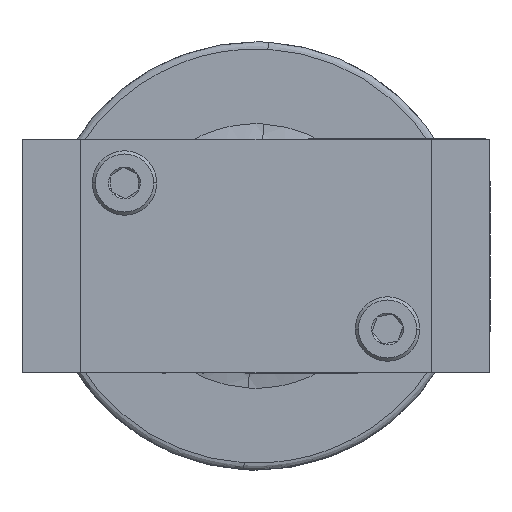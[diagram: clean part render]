
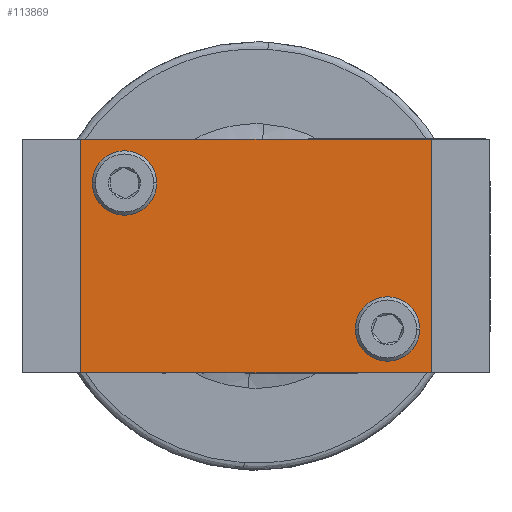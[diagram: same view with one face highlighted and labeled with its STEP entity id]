
A CAD part, left-side view. The second image highlights one B-rep face of the part: STEP entity #113869.
In plain terms, the highlighted planar face has unit normal (-1, 0, 0).
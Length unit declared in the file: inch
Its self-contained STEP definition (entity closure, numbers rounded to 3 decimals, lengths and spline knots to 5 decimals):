
#7 = EDGE_LOOP ( 'NONE', ( #27475, #11771 ) ) ;
#5707 = AXIS2_PLACEMENT_3D ( 'NONE', #82354, #62412, #72122 ) ;
#5914 = AXIS2_PLACEMENT_3D ( 'NONE', #87768, #28421, #9036 ) ;
#6175 = CIRCLE ( 'NONE', #118850, 0.12402 ) ;
#7866 = LINE ( 'NONE', #96708, #18978 ) ;
#8857 = EDGE_CURVE ( 'NONE', #75505, #117379, #32867, .T. ) ;
#9036 = DIRECTION ( 'NONE',  ( 0., 0., 1. ) ) ;
#11771 = ORIENTED_EDGE ( 'NONE', *, *, #79198, .T. ) ;
#16461 = CARTESIAN_POINT ( 'NONE',  ( -2.05737, 0.41939, 2.67172 ) ) ;
#18978 = VECTOR ( 'NONE', #46305, 39.37008 ) ;
#21168 = FACE_OUTER_BOUND ( 'NONE', #74712, .T. ) ;
#22199 = CARTESIAN_POINT ( 'NONE',  ( -2.05737, 1.73139, 2.98372 ) ) ;
#22935 = VERTEX_POINT ( 'NONE', #98280 ) ;
#23302 = EDGE_CURVE ( 'NONE', #52770, #75505, #96029, .T. ) ;
#24407 = CARTESIAN_POINT ( 'NONE',  ( -2.05737, 1.91939, 3.17172 ) ) ;
#24568 = DIRECTION ( 'NONE',  ( 0., 0., 1. ) ) ;
#25640 = ORIENTED_EDGE ( 'NONE', *, *, #42277, .T. ) ;
#27475 = ORIENTED_EDGE ( 'NONE', *, *, #43324, .T. ) ;
#28421 = DIRECTION ( 'NONE',  ( 1., 0., 0. ) ) ;
#28823 = ORIENTED_EDGE ( 'NONE', *, *, #54776, .T. ) ;
#32867 = LINE ( 'NONE', #16461, #119982 ) ;
#33903 = PLANE ( 'NONE',  #66289 ) ;
#34064 = VERTEX_POINT ( 'NONE', #99226 ) ;
#37631 = DIRECTION ( 'NONE',  ( 0., 1., 0. ) ) ;
#38907 = CARTESIAN_POINT ( 'NONE',  ( -2.05737, 1.91939, 2.17172 ) ) ;
#40848 = VERTEX_POINT ( 'NONE', #59241 ) ;
#41786 = FACE_BOUND ( 'NONE', #113956, .T. ) ;
#42277 = EDGE_CURVE ( 'NONE', #117379, #59620, #130319, .T. ) ;
#43324 = EDGE_CURVE ( 'NONE', #40848, #22935, #6175, .T. ) ;
#46305 = DIRECTION ( 'NONE',  ( 0., 0., -1. ) ) ;
#50459 = CARTESIAN_POINT ( 'NONE',  ( -2.05737, 1.16939, 2.17172 ) ) ;
#52770 = VERTEX_POINT ( 'NONE', #38907 ) ;
#53619 = CIRCLE ( 'NONE', #5707, 0.12402 ) ;
#54776 = EDGE_CURVE ( 'NONE', #95235, #34064, #105236, .T. ) ;
#57183 = ORIENTED_EDGE ( 'NONE', *, *, #110950, .T. ) ;
#57340 = VECTOR ( 'NONE', #37631, 39.37008 ) ;
#58984 = ORIENTED_EDGE ( 'NONE', *, *, #115807, .T. ) ;
#59241 = CARTESIAN_POINT ( 'NONE',  ( -2.05737, 1.73139, 3.10774 ) ) ;
#59620 = VERTEX_POINT ( 'NONE', #24407 ) ;
#62412 = DIRECTION ( 'NONE',  ( 1., 0., 0. ) ) ;
#62761 = VECTOR ( 'NONE', #103050, 39.37008 ) ;
#63888 = DIRECTION ( 'NONE',  ( 0., 0., 1. ) ) ;
#64441 = CARTESIAN_POINT ( 'NONE',  ( -2.05737, 0.41939, 2.17172 ) ) ;
#66289 = AXIS2_PLACEMENT_3D ( 'NONE', #64441, #84850, #24568 ) ;
#68096 = CARTESIAN_POINT ( 'NONE',  ( -2.05737, 1.16939, 3.17172 ) ) ;
#68695 = DIRECTION ( 'NONE',  ( 0., 0., 1. ) ) ;
#72122 = DIRECTION ( 'NONE',  ( 0., 0., 1. ) ) ;
#74712 = EDGE_LOOP ( 'NONE', ( #25640, #57183, #124265, #121850 ) ) ;
#75505 = VERTEX_POINT ( 'NONE', #107243 ) ;
#79198 = EDGE_CURVE ( 'NONE', #22935, #40848, #87735, .T. ) ;
#82354 = CARTESIAN_POINT ( 'NONE',  ( -2.05737, 0.60739, 2.35972 ) ) ;
#82986 = FACE_BOUND ( 'NONE', #7, .T. ) ;
#84850 = DIRECTION ( 'NONE',  ( -1., 0., 0. ) ) ;
#87735 = CIRCLE ( 'NONE', #5914, 0.12402 ) ;
#87768 = CARTESIAN_POINT ( 'NONE',  ( -2.05737, 1.73139, 2.98372 ) ) ;
#88666 = AXIS2_PLACEMENT_3D ( 'NONE', #115196, #104567, #63888 ) ;
#92057 = CARTESIAN_POINT ( 'NONE',  ( -2.05737, 0.41939, 3.17172 ) ) ;
#93067 = DIRECTION ( 'NONE',  ( 0., 0., 1. ) ) ;
#94843 = DIRECTION ( 'NONE',  ( 1., 0., 0. ) ) ;
#95235 = VERTEX_POINT ( 'NONE', #96992 ) ;
#96029 = LINE ( 'NONE', #50459, #62761 ) ;
#96708 = CARTESIAN_POINT ( 'NONE',  ( -2.05737, 1.91939, 2.67172 ) ) ;
#96992 = CARTESIAN_POINT ( 'NONE',  ( -2.05737, 0.60739, 2.48374 ) ) ;
#98280 = CARTESIAN_POINT ( 'NONE',  ( -2.05737, 1.73139, 2.85971 ) ) ;
#99226 = CARTESIAN_POINT ( 'NONE',  ( -2.05737, 0.60739, 2.23571 ) ) ;
#103050 = DIRECTION ( 'NONE',  ( 0., -1., 0. ) ) ;
#104567 = DIRECTION ( 'NONE',  ( 1., 0., 0. ) ) ;
#105236 = CIRCLE ( 'NONE', #88666, 0.12402 ) ;
#107243 = CARTESIAN_POINT ( 'NONE',  ( -2.05737, 0.41939, 2.17172 ) ) ;
#110950 = EDGE_CURVE ( 'NONE', #59620, #52770, #7866, .T. ) ;
#113869 = ADVANCED_FACE ( 'NONE', ( #82986, #41786, #21168 ), #33903, .T. ) ;
#113956 = EDGE_LOOP ( 'NONE', ( #28823, #58984 ) ) ;
#115196 = CARTESIAN_POINT ( 'NONE',  ( -2.05737, 0.60739, 2.35972 ) ) ;
#115807 = EDGE_CURVE ( 'NONE', #34064, #95235, #53619, .T. ) ;
#117379 = VERTEX_POINT ( 'NONE', #92057 ) ;
#118850 = AXIS2_PLACEMENT_3D ( 'NONE', #22199, #94843, #93067 ) ;
#119982 = VECTOR ( 'NONE', #68695, 39.37008 ) ;
#121850 = ORIENTED_EDGE ( 'NONE', *, *, #8857, .T. ) ;
#124265 = ORIENTED_EDGE ( 'NONE', *, *, #23302, .T. ) ;
#130319 = LINE ( 'NONE', #68096, #57340 ) ;
